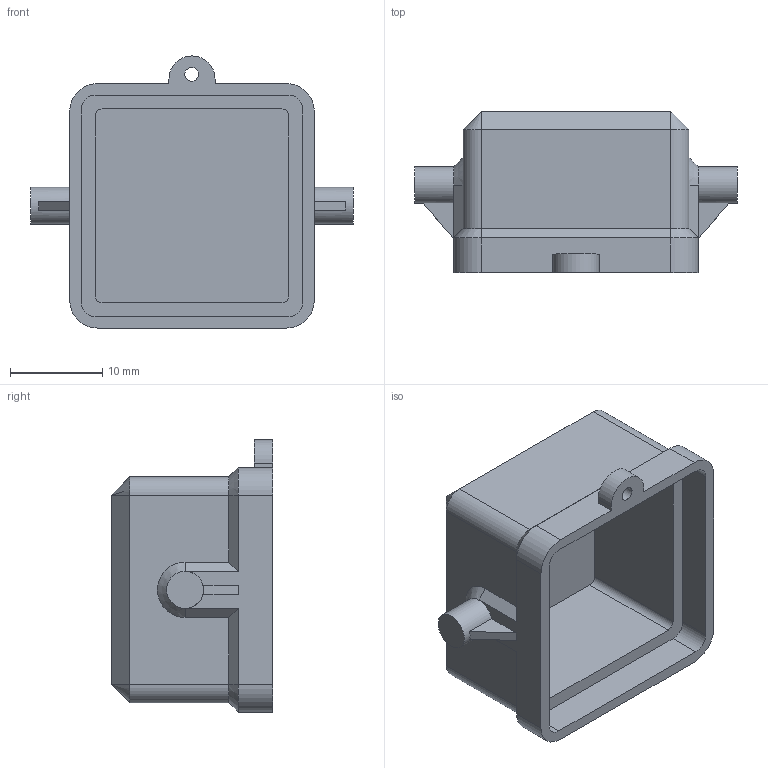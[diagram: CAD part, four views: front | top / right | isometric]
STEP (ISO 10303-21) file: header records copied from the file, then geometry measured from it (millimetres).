
FILE_DESCRIPTION (( 'STEP AP214' ), '1' );
FILE_NAME ('ZP-MC03A-2-SCVPMP.STEP', '2011-11-02T17:48:05', ( '.ADC' ), ( 'ADC' ), 'SwSTEP 2.0', 'SolidWorks 2011', '' );
FILE_SCHEMA (( 'AUTOMOTIVE_DESIGN' ));
Length unit declared in the file: millimetre
Products named in the file (1): ZP-MC03A-2-SCVPMP
Bounding box: 35 x 17.5 x 29.5 mm (x, y, z)
Volume: 3595.5 mm3; surface area: 4394.9 mm2
Topology: 1 solids, 1 shells, 75 faces, 183 edges, 108 vertices
Faces by surface type: plane 45, cylinder 20, cone 10
Full cylindrical faces by diameter (mm): 1.5 x1, 4 x2
Entity records: 2975 total; most frequent: DIRECTION 372, CARTESIAN_POINT 366, ORIENTED_EDGE 352, EDGE_CURVE 176, VECTOR 128, LINE 128, AXIS2_PLACEMENT_3D 122, VERTEX_POINT 108
